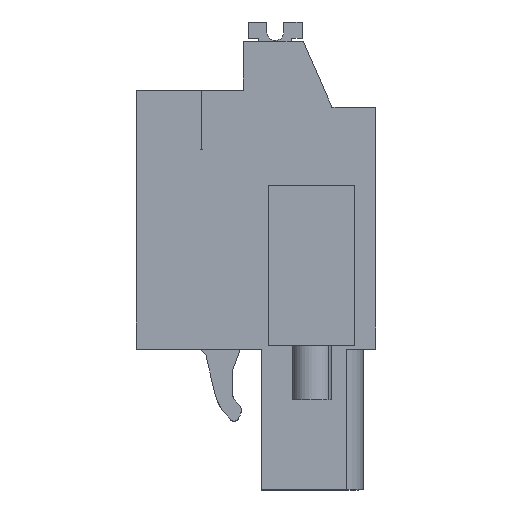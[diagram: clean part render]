
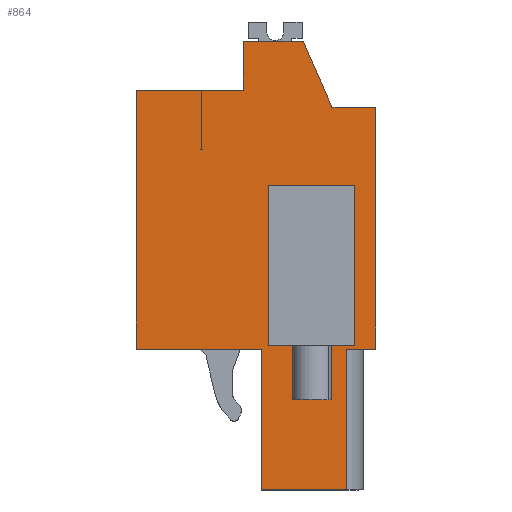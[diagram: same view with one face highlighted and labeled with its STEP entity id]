
A CAD part, left-side view. The second image highlights one B-rep face of the part: STEP entity #864.
In plain terms, the highlighted planar face has unit normal (-1, 0, 0).
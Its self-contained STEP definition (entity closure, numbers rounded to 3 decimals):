
#746=AXIS2_PLACEMENT_3D('Plane Axis2P3D',#743,#744,#745) ;
#42=CARTESIAN_POINT('Vertex',(4.9,7.85,26.59)) ;
#45=CARTESIAN_POINT('Line Origine',(4.9,6.075,26.59)) ;
#49=CARTESIAN_POINT('Vertex',(4.9,4.3,26.59)) ;
#622=CARTESIAN_POINT('Vertex',(4.9,7.85,23.69)) ;
#625=CARTESIAN_POINT('Line Origine',(4.9,7.85,25.14)) ;
#743=CARTESIAN_POINT('Axis2P3D Location',(4.9,6.8,8.35)) ;
#748=CARTESIAN_POINT('Line Origine',(4.9,1.725,4.175)) ;
#752=CARTESIAN_POINT('Vertex',(4.9,1.725,8.35)) ;
#754=CARTESIAN_POINT('Vertex',(4.9,1.725,0.)) ;
#757=CARTESIAN_POINT('Line Origine',(4.9,0.862,8.35)) ;
#761=CARTESIAN_POINT('Vertex',(4.9,0.,8.35)) ;
#764=CARTESIAN_POINT('Line Origine',(4.9,0.,15.52)) ;
#768=CARTESIAN_POINT('Vertex',(4.9,0.,22.69)) ;
#771=CARTESIAN_POINT('Line Origine',(4.9,1.3,22.69)) ;
#775=CARTESIAN_POINT('Vertex',(4.9,2.6,22.69)) ;
#778=CARTESIAN_POINT('Line Origine',(4.9,3.45,24.64)) ;
#783=CARTESIAN_POINT('Line Origine',(4.9,11.025,23.69)) ;
#787=CARTESIAN_POINT('Vertex',(4.9,14.2,23.69)) ;
#790=CARTESIAN_POINT('Line Origine',(4.9,14.2,16.02)) ;
#794=CARTESIAN_POINT('Vertex',(4.9,14.2,8.35)) ;
#797=CARTESIAN_POINT('Line Origine',(4.9,10.485,8.35)) ;
#801=CARTESIAN_POINT('Vertex',(4.9,6.771,8.35)) ;
#804=CARTESIAN_POINT('Line Origine',(4.9,6.771,4.175)) ;
#808=CARTESIAN_POINT('Vertex',(4.9,6.771,0.)) ;
#811=CARTESIAN_POINT('Line Origine',(4.9,4.248,0.)) ;
#830=CARTESIAN_POINT('Line Origine',(4.9,3.8,8.55)) ;
#834=CARTESIAN_POINT('Vertex',(4.9,6.35,8.55)) ;
#836=CARTESIAN_POINT('Vertex',(4.9,1.25,8.55)) ;
#839=CARTESIAN_POINT('Line Origine',(4.9,6.35,13.3)) ;
#843=CARTESIAN_POINT('Vertex',(4.9,6.35,18.05)) ;
#846=CARTESIAN_POINT('Line Origine',(4.9,3.8,18.05)) ;
#850=CARTESIAN_POINT('Vertex',(4.9,1.25,18.05)) ;
#853=CARTESIAN_POINT('Line Origine',(4.9,1.25,13.3)) ;
#46=DIRECTION('Vector Direction',(0.,1.,0.)) ;
#626=DIRECTION('Vector Direction',(0.,0.,-1.)) ;
#744=DIRECTION('Axis2P3D Direction',(1.,0.,0.)) ;
#745=DIRECTION('Axis2P3D XDirection',(0.,1.,0.)) ;
#749=DIRECTION('Vector Direction',(0.,0.,-1.)) ;
#758=DIRECTION('Vector Direction',(0.,-1.,0.)) ;
#765=DIRECTION('Vector Direction',(0.,0.,-1.)) ;
#772=DIRECTION('Vector Direction',(0.,1.,0.)) ;
#779=DIRECTION('Vector Direction',(0.,0.4,0.917)) ;
#784=DIRECTION('Vector Direction',(0.,1.,0.)) ;
#791=DIRECTION('Vector Direction',(0.,0.,1.)) ;
#798=DIRECTION('Vector Direction',(0.,1.,0.)) ;
#805=DIRECTION('Vector Direction',(0.,0.,-1.)) ;
#812=DIRECTION('Vector Direction',(0.,1.,0.)) ;
#831=DIRECTION('Vector Direction',(0.,-1.,0.)) ;
#840=DIRECTION('Vector Direction',(0.,0.,-1.)) ;
#847=DIRECTION('Vector Direction',(0.,-1.,0.)) ;
#854=DIRECTION('Vector Direction',(0.,0.,-1.)) ;
#47=VECTOR('Line Direction',#46,1.) ;
#627=VECTOR('Line Direction',#626,1.) ;
#750=VECTOR('Line Direction',#749,1.) ;
#759=VECTOR('Line Direction',#758,1.) ;
#766=VECTOR('Line Direction',#765,1.) ;
#773=VECTOR('Line Direction',#772,1.) ;
#780=VECTOR('Line Direction',#779,1.) ;
#785=VECTOR('Line Direction',#784,1.) ;
#792=VECTOR('Line Direction',#791,1.) ;
#799=VECTOR('Line Direction',#798,1.) ;
#806=VECTOR('Line Direction',#805,1.) ;
#813=VECTOR('Line Direction',#812,1.) ;
#832=VECTOR('Line Direction',#831,1.) ;
#841=VECTOR('Line Direction',#840,1.) ;
#848=VECTOR('Line Direction',#847,1.) ;
#855=VECTOR('Line Direction',#854,1.) ;
#817=ORIENTED_EDGE('',*,*,#756,.F.) ;
#818=ORIENTED_EDGE('',*,*,#763,.F.) ;
#819=ORIENTED_EDGE('',*,*,#770,.F.) ;
#820=ORIENTED_EDGE('',*,*,#777,.T.) ;
#821=ORIENTED_EDGE('',*,*,#782,.T.) ;
#822=ORIENTED_EDGE('',*,*,#51,.T.) ;
#823=ORIENTED_EDGE('',*,*,#629,.T.) ;
#824=ORIENTED_EDGE('',*,*,#789,.T.) ;
#825=ORIENTED_EDGE('',*,*,#796,.F.) ;
#826=ORIENTED_EDGE('',*,*,#803,.F.) ;
#827=ORIENTED_EDGE('',*,*,#810,.T.) ;
#828=ORIENTED_EDGE('',*,*,#815,.F.) ;
#859=ORIENTED_EDGE('',*,*,#838,.F.) ;
#860=ORIENTED_EDGE('',*,*,#845,.F.) ;
#861=ORIENTED_EDGE('',*,*,#852,.F.) ;
#862=ORIENTED_EDGE('',*,*,#857,.T.) ;
#863=FACE_BOUND('',#858,.T.) ;
#864=ADVANCED_FACE('HOUSING',(#829,#863),#747,.F.) ;
#51=EDGE_CURVE('',#50,#43,#48,.T.) ;
#629=EDGE_CURVE('',#43,#623,#628,.T.) ;
#756=EDGE_CURVE('',#753,#755,#751,.T.) ;
#763=EDGE_CURVE('',#762,#753,#760,.F.) ;
#770=EDGE_CURVE('',#769,#762,#767,.T.) ;
#777=EDGE_CURVE('',#769,#776,#774,.T.) ;
#782=EDGE_CURVE('',#776,#50,#781,.T.) ;
#789=EDGE_CURVE('',#623,#788,#786,.T.) ;
#796=EDGE_CURVE('',#795,#788,#793,.T.) ;
#803=EDGE_CURVE('',#802,#795,#800,.T.) ;
#810=EDGE_CURVE('',#802,#809,#807,.T.) ;
#815=EDGE_CURVE('',#755,#809,#814,.T.) ;
#838=EDGE_CURVE('',#835,#837,#833,.T.) ;
#845=EDGE_CURVE('',#844,#835,#842,.T.) ;
#852=EDGE_CURVE('',#851,#844,#849,.F.) ;
#857=EDGE_CURVE('',#851,#837,#856,.T.) ;
#816=EDGE_LOOP('',(#817,#818,#819,#820,#821,#822,#823,#824,#825,#826,#827,#828)) ;
#858=EDGE_LOOP('',(#859,#860,#861,#862)) ;
#829=FACE_OUTER_BOUND('',#816,.T.) ;
#48=LINE('Line',#45,#47) ;
#628=LINE('Line',#625,#627) ;
#751=LINE('Line',#748,#750) ;
#760=LINE('Line',#757,#759) ;
#767=LINE('Line',#764,#766) ;
#774=LINE('Line',#771,#773) ;
#781=LINE('Line',#778,#780) ;
#786=LINE('Line',#783,#785) ;
#793=LINE('Line',#790,#792) ;
#800=LINE('Line',#797,#799) ;
#807=LINE('Line',#804,#806) ;
#814=LINE('Line',#811,#813) ;
#833=LINE('Line',#830,#832) ;
#842=LINE('Line',#839,#841) ;
#849=LINE('Line',#846,#848) ;
#856=LINE('Line',#853,#855) ;
#747=PLANE('',#746) ;
#43=VERTEX_POINT('',#42) ;
#50=VERTEX_POINT('',#49) ;
#623=VERTEX_POINT('',#622) ;
#753=VERTEX_POINT('',#752) ;
#755=VERTEX_POINT('',#754) ;
#762=VERTEX_POINT('',#761) ;
#769=VERTEX_POINT('',#768) ;
#776=VERTEX_POINT('',#775) ;
#788=VERTEX_POINT('',#787) ;
#795=VERTEX_POINT('',#794) ;
#802=VERTEX_POINT('',#801) ;
#809=VERTEX_POINT('',#808) ;
#835=VERTEX_POINT('',#834) ;
#837=VERTEX_POINT('',#836) ;
#844=VERTEX_POINT('',#843) ;
#851=VERTEX_POINT('',#850) ;
